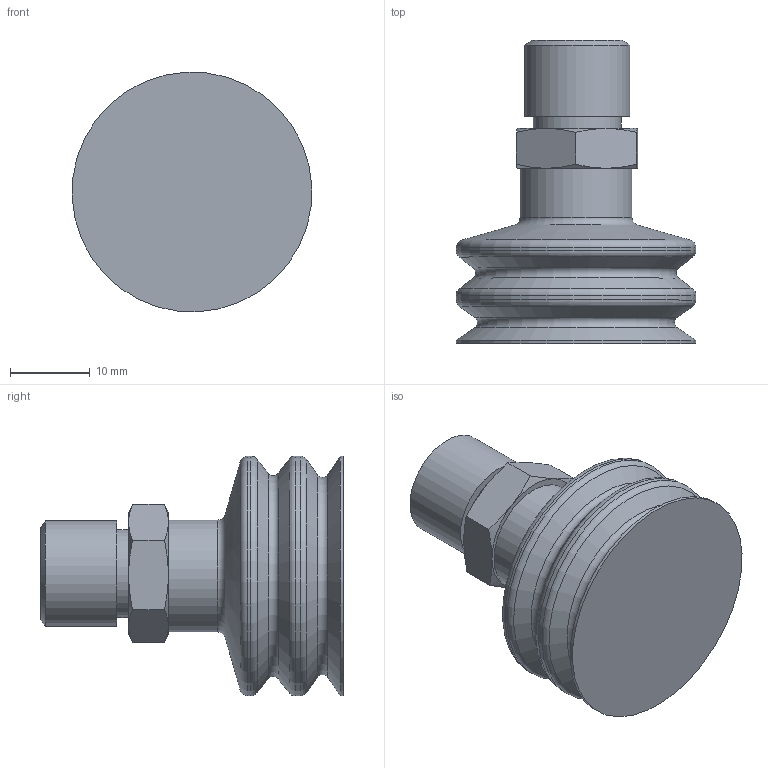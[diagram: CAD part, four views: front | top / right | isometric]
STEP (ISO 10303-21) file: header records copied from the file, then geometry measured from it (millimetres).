
FILE_DESCRIPTION(/* description */ (''),/* implementation_level */ '2;1');
FILE_NAME(/* name */ 'vf30pur_rac15r1-4m.stp',/* time_stamp */ '2020-07-16T09:24:24+02:00',/* author */ ('enginyeria'),/* organization */ (''),/* preprocessor_version */ 'ST-DEVELOPER v17',/* originating_system */ 'Autodesk Inventor 2019',/* authorisation */ '');
FILE_SCHEMA (('CONFIG_CONTROL_DESIGN'));
Length unit declared in the file: millimetre
Products named in the file (1): Pieza15
Bounding box: 29.96 x 37.88 x 29.96 mm (x, y, z)
Volume: 11988.1 mm3; surface area: 4257 mm2
Topology: 1 solids, 2 shells, 48 faces, 131 edges, 90 vertices
Faces by surface type: cone 20, plane 13, cylinder 8, torus 7
Full cylindrical faces by diameter (mm): 2.5 x1, 5 x1, 11 x1, 13.157 x1, 14 x1, 30 x3
Entity records: 1653 total; most frequent: CARTESIAN_POINT 317, DIRECTION 288, ORIENTED_EDGE 260, AXIS2_PLACEMENT_3D 133, EDGE_CURVE 130, VERTEX_POINT 90, CIRCLE 84, EDGE_LOOP 52
